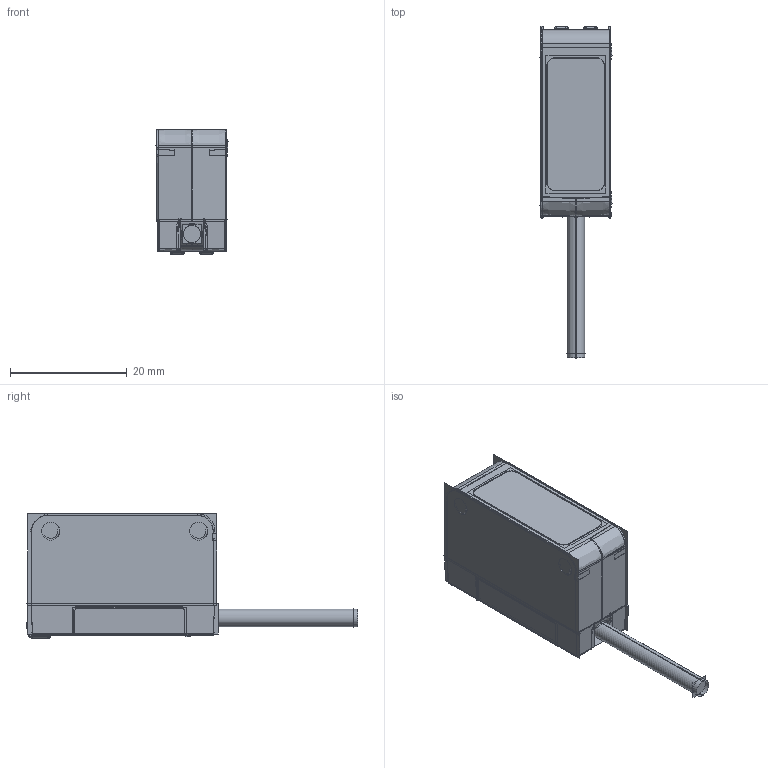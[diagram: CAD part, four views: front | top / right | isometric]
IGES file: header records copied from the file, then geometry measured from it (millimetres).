
Start section:  PTC IGES file: 228219_sm01.igs
Global section: file name: 228219_sm01.igs; native system: Creo Parametric by PTC Inc.; preprocessor: 2019292; author: PDMAdmin; organization: Unknown; date: 20220318.125248; units: millimetre
Bounding box: 12.36 x 56.98 x 21.44 mm (x, y, z)
Volume: 7952.4 mm3; surface area: 15410.6 mm2
Topology: 2 solids, 2 shells, 882 faces, 4438 edges, 5549 vertices
Faces by surface type: bspline 482, revolution 400
